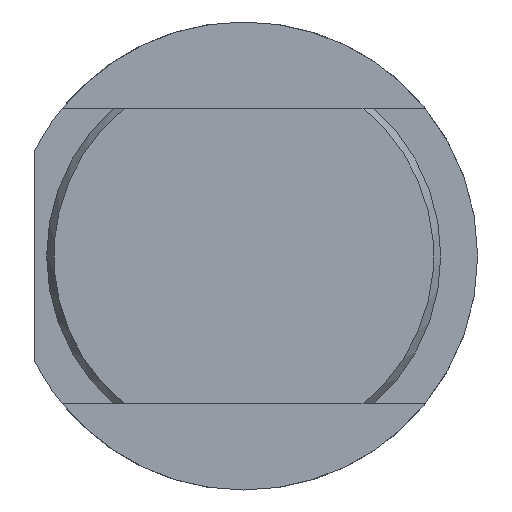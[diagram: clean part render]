
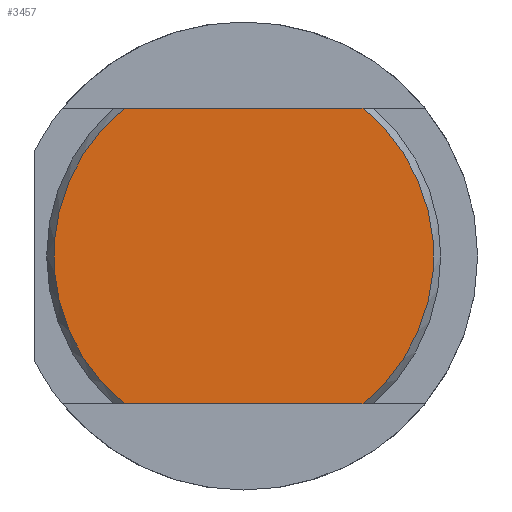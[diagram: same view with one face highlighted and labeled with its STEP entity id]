
A CAD part, left-side view. The second image highlights one B-rep face of the part: STEP entity #3457.
In plain terms, the highlighted planar face has unit normal (-1, 0, 0).
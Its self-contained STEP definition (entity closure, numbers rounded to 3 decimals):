
#176 = EDGE_CURVE ( 'NONE', #2935, #2932, #2305, .T. ) ;
#182 = EDGE_CURVE ( 'NONE', #2935, #2915, #3001, .T. ) ;
#183 = EDGE_CURVE ( 'NONE', #2914, #2915, #3032, .T. ) ;
#184 = EDGE_CURVE ( 'NONE', #2914, #2932, #3046, .T. ) ;
#361 = AXIS2_PLACEMENT_3D ( 'NONE', #1010, #1016, #1017 ) ;
#370 = AXIS2_PLACEMENT_3D ( 'NONE', #1035, #1038, #1039 ) ;
#428 = AXIS2_PLACEMENT_3D ( 'NONE', #1680, #1683, #1684 ) ;
#1010 = CARTESIAN_POINT ( 'NONE',  ( 0., 0., 0. ) ) ;
#1016 = DIRECTION ( 'NONE',  ( -1., 0., 0. ) ) ;
#1017 = DIRECTION ( 'NONE',  ( 0., 0., -1. ) ) ;
#1029 = CARTESIAN_POINT ( 'NONE',  ( 0., 7.365, 6. ) ) ;
#1035 = CARTESIAN_POINT ( 'NONE',  ( 0., 0., 0. ) ) ;
#1036 = DIRECTION ( 'NONE',  ( 0., -1., 0. ) ) ;
#1038 = DIRECTION ( 'NONE',  ( -1., 0., 0. ) ) ;
#1039 = DIRECTION ( 'NONE',  ( 0., 0., -1. ) ) ;
#1040 = CARTESIAN_POINT ( 'NONE',  ( 0., 7.365, -6. ) ) ;
#1041 = DIRECTION ( 'NONE',  ( 0., 1., 0. ) ) ;
#1490 = CARTESIAN_POINT ( 'NONE',  ( 0., -4.844, -6. ) ) ;
#1491 = CARTESIAN_POINT ( 'NONE',  ( 0., -4.844, 6. ) ) ;
#1508 = CARTESIAN_POINT ( 'NONE',  ( 0., 4.844, -6. ) ) ;
#1511 = CARTESIAN_POINT ( 'NONE',  ( 0., 4.844, 6. ) ) ;
#1680 = CARTESIAN_POINT ( 'NONE',  ( 0., 0., 0. ) ) ;
#1681 = PLANE ( 'NONE',  #428 ) ;
#1683 = DIRECTION ( 'NONE',  ( 1., 0., 0. ) ) ;
#1684 = DIRECTION ( 'NONE',  ( 0., 0., -1. ) ) ;
#2053 = FACE_OUTER_BOUND ( 'NONE', #2447, .T. ) ;
#2305 = CIRCLE ( 'NONE', #361, 7.711 ) ;
#2447 = EDGE_LOOP ( 'NONE', ( #3121, #3122, #3123, #3124 ) ) ;
#2914 = VERTEX_POINT ( 'NONE', #1490 ) ;
#2915 = VERTEX_POINT ( 'NONE', #1491 ) ;
#2932 = VERTEX_POINT ( 'NONE', #1508 ) ;
#2935 = VERTEX_POINT ( 'NONE', #1511 ) ;
#2995 = VECTOR ( 'NONE', #1036, 1000. ) ;
#3001 = LINE ( 'NONE', #1029, #2995 ) ;
#3013 = VECTOR ( 'NONE', #1041, 1000. ) ;
#3032 = CIRCLE ( 'NONE', #370, 7.711 ) ;
#3046 = LINE ( 'NONE', #1040, #3013 ) ;
#3121 = ORIENTED_EDGE ( 'NONE', *, *, #183, .T. ) ;
#3122 = ORIENTED_EDGE ( 'NONE', *, *, #182, .F. ) ;
#3123 = ORIENTED_EDGE ( 'NONE', *, *, #176, .T. ) ;
#3124 = ORIENTED_EDGE ( 'NONE', *, *, #184, .F. ) ;
#3457 = ADVANCED_FACE ( 'NONE', ( #2053 ), #1681, .F. ) ;
